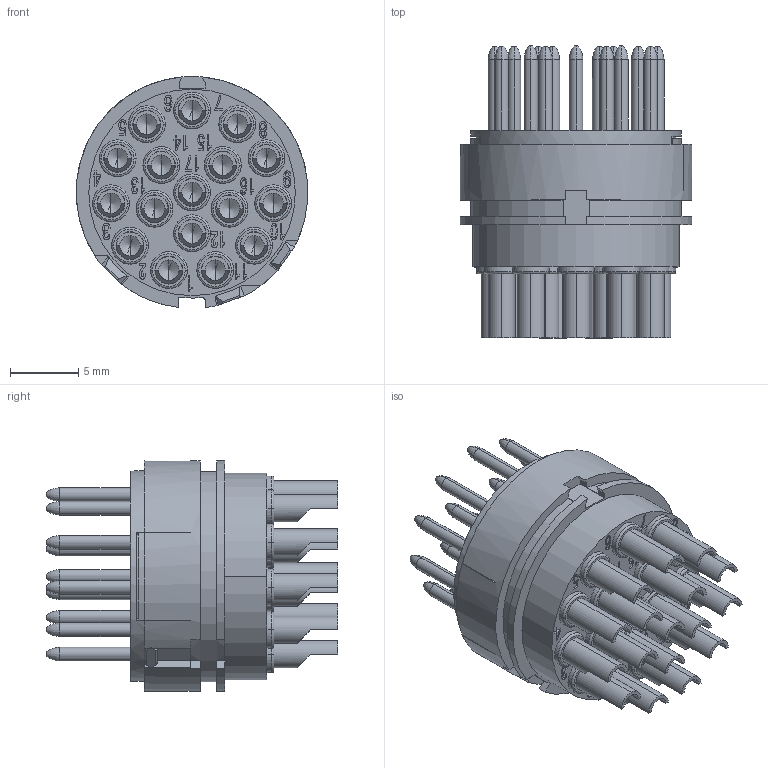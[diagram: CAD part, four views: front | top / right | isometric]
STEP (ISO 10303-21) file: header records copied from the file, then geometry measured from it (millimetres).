
FILE_DESCRIPTION((''),'2;1');
FILE_NAME('HR23-017R-MST','2017-07-24T',('tc.chen'),(''),'PRO/ENGINEER BY PARAMETRIC TECHNOLOGY CORPORATION, 2012480','PRO/ENGINEER BY PARAMETRIC TECHNOLOGY CORPORATION, 2012480','');
FILE_SCHEMA(('AUTOMOTIVE_DESIGN { 1 0 10303 214 1 1 1 1 }'));
Products named in the file (1): HR23-017R-MST
Bounding box: 16.96 x 21.4 x 16.94 mm (x, y, z)
Volume: 2169.4 mm3; surface area: 4092.5 mm2
Topology: 1 solids, 1 shells, 1821 faces, 4743 edges, 3074 vertices
Faces by surface type: plane 768, extrusion 490, cylinder 368, cone 85, torus 76, bspline 34
Entity records: 68617 total; most frequent: CARTESIAN_POINT 19958, ORIENTED_EDGE 9418, DIRECTION 7661, EDGE_CURVE 4709, VERTEX_POINT 3074, VECTOR 2941, LINE 2451, AXIS2_PLACEMENT_3D 2360
